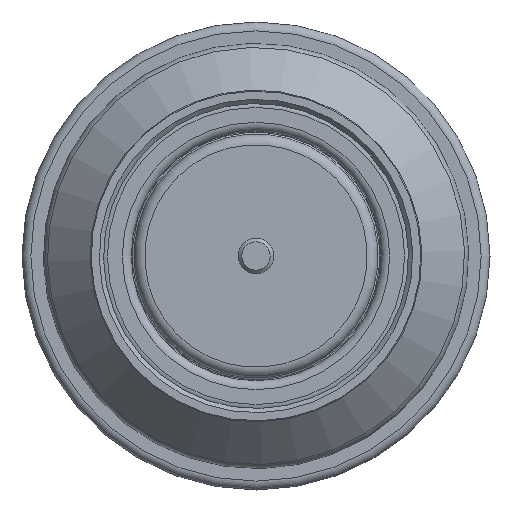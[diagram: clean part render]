
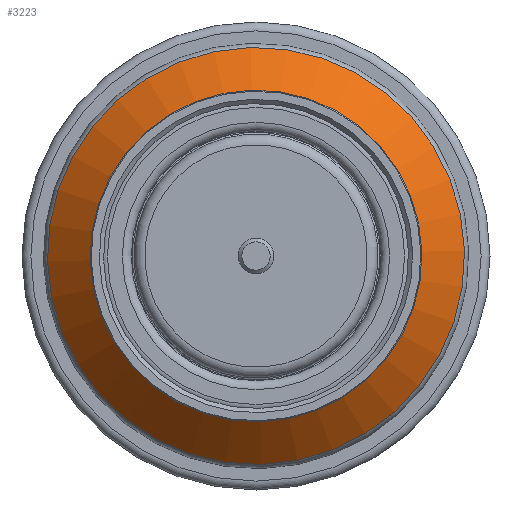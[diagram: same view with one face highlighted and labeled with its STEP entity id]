
A CAD part, front view. The second image highlights one B-rep face of the part: STEP entity #3223.
In plain terms, the highlighted conical face has half-angle 45 degrees and reference radius 58.828 mm.
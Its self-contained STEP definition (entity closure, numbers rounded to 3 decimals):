
#429=CONICAL_SURFACE('',#3613,58.828,0.785);
#817=ORIENTED_EDGE('',*,*,#1614,.T.);
#818=ORIENTED_EDGE('',*,*,#1615,.F.);
#1614=EDGE_CURVE('',#2049,#2049,#2341,.T.);
#1615=EDGE_CURVE('',#2050,#2050,#2342,.T.);
#2049=VERTEX_POINT('',#6916);
#2050=VERTEX_POINT('',#6919);
#2341=CIRCLE('',#3612,58.828);
#2342=CIRCLE('',#3614,46.793);
#2562=EDGE_LOOP('',(#817));
#2563=EDGE_LOOP('',(#818));
#2879=FACE_BOUND('',#2562,.T.);
#2880=FACE_BOUND('',#2563,.T.);
#3223=ADVANCED_FACE('',(#2879,#2880),#429,.T.);
#3612=AXIS2_PLACEMENT_3D('',#6915,#4164,#4165);
#3613=AXIS2_PLACEMENT_3D('',#6917,#4166,#4167);
#3614=AXIS2_PLACEMENT_3D('',#6918,#4168,#4169);
#4164=DIRECTION('',(0.,-1.,0.));
#4165=DIRECTION('',(-0.148,0.,-0.989));
#4166=DIRECTION('',(0.,1.,0.));
#4167=DIRECTION('',(0.148,0.,0.989));
#4168=DIRECTION('',(0.,-1.,0.));
#4169=DIRECTION('',(-0.148,0.,-0.989));
#6915=CARTESIAN_POINT('',(0.,-2.672,0.));
#6916=CARTESIAN_POINT('',(-8.704,-2.672,-58.181));
#6917=CARTESIAN_POINT('',(0.,-2.672,0.));
#6918=CARTESIAN_POINT('',(0.,-14.707,0.));
#6919=CARTESIAN_POINT('',(-6.923,-14.707,-46.278));
